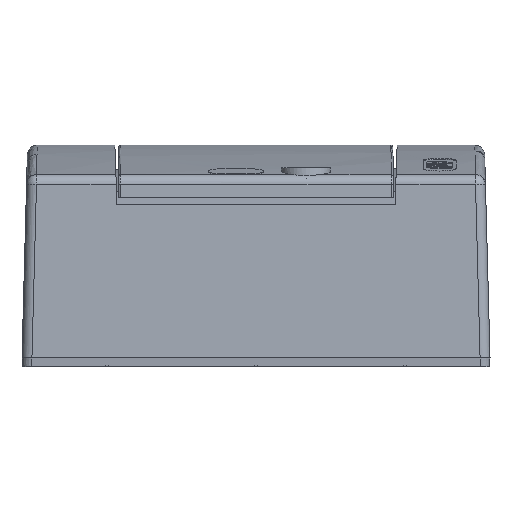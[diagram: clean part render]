
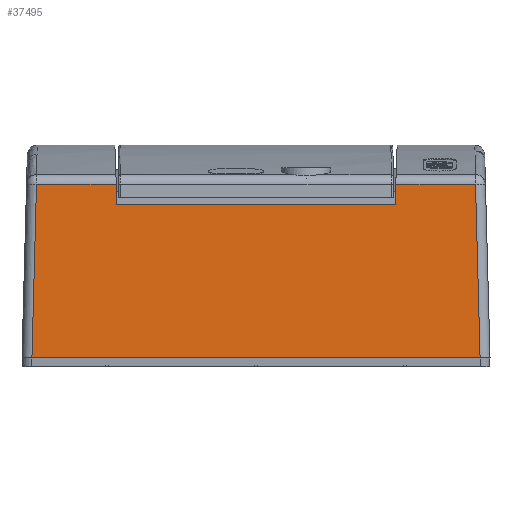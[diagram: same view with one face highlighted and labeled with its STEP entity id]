
A CAD part, left-side view. The second image highlights one B-rep face of the part: STEP entity #37495.
In plain terms, the highlighted face is planar.
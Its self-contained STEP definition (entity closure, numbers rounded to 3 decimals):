
#29272=CARTESIAN_POINT('',(195.612,47.437,
-87.393));
#29277=DIRECTION('',(0.026,0.035,0.999));
#29278=VECTOR('',#29277,10.401);
#29279=CARTESIAN_POINT('',(195.612,47.437,
-87.393));
#29280=LINE('',#29279,#29278);
#29597=DIRECTION('',(0.,1.,0.));
#29598=VECTOR('',#29597,140.);
#29599=CARTESIAN_POINT('',(195.884,47.8,-77.002));
#29600=LINE('',#29599,#29598);
#29604=DIRECTION('',(0.026,-0.026,0.999));
#29605=VECTOR('',#29604,87.453);
#29606=CARTESIAN_POINT('',(195.612,7.287,
-87.393));
#29607=LINE('',#29606,#29605);
#29611=DIRECTION('',(0.,1.,0.));
#29612=VECTOR('',#29611,225.603);
#29613=CARTESIAN_POINT('',(197.9,4.998,
0.));
#29614=LINE('',#29613,#29612);
#29618=DIRECTION('',(-0.026,-0.026,-0.999));
#29619=VECTOR('',#29618,87.453);
#29620=CARTESIAN_POINT('',(197.9,230.602,
0.));
#29621=LINE('',#29620,#29619);
#29632=DIRECTION('',(-0.026,0.035,-0.999));
#29633=VECTOR('',#29632,10.401);
#29634=CARTESIAN_POINT('',(195.884,187.8,-77.002));
#29635=LINE('',#29634,#29633);
#29731=DIRECTION('',(0.,1.,0.));
#29732=VECTOR('',#29731,40.15);
#29733=CARTESIAN_POINT('',(195.612,188.163,
-87.393));
#29734=LINE('',#29733,#29732);
#35714=DIRECTION('',(0.,1.,0.));
#35715=VECTOR('',#35714,40.15);
#35716=CARTESIAN_POINT('',(195.612,7.287,
-87.393));
#35717=LINE('',#35716,#35715);
#36048=VERTEX_POINT('',#29272);
#36049=CARTESIAN_POINT('',(195.884,47.8,-77.002));
#36050=VERTEX_POINT('',#36049);
#36126=CARTESIAN_POINT('',(195.884,187.8,-77.002));
#36127=VERTEX_POINT('',#36126);
#36128=CARTESIAN_POINT('',(195.612,188.163,
-87.393));
#36129=VERTEX_POINT('',#36128);
#36130=CARTESIAN_POINT('',(195.612,7.287,
-87.393));
#36131=VERTEX_POINT('',#36130);
#36132=CARTESIAN_POINT('',(197.9,4.998,
0.));
#36133=VERTEX_POINT('',#36132);
#36134=CARTESIAN_POINT('',(197.9,230.602,
0.));
#36135=VERTEX_POINT('',#36134);
#36136=CARTESIAN_POINT('',(195.612,228.313,
-87.393));
#36137=VERTEX_POINT('',#36136);
#37474=CARTESIAN_POINT('',(197.9,117.8,0.));
#37475=DIRECTION('',(-1.,0.,0.026));
#37476=DIRECTION('',(0.026,0.,1.));
#37477=AXIS2_PLACEMENT_3D('',#37474,#37475,#37476);
#37478=PLANE('',#37477);
#37480=ORIENTED_EDGE('',*,*,#37479,.F.);
#37481=ORIENTED_EDGE('',*,*,#37465,.F.);
#37482=ORIENTED_EDGE('',*,*,#37214,.F.);
#37484=ORIENTED_EDGE('',*,*,#37483,.F.);
#37486=ORIENTED_EDGE('',*,*,#37485,.T.);
#37488=ORIENTED_EDGE('',*,*,#37487,.T.);
#37490=ORIENTED_EDGE('',*,*,#37489,.T.);
#37492=ORIENTED_EDGE('',*,*,#37491,.F.);
#37493=EDGE_LOOP('',(#37480,#37481,#37482,#37484,#37486,#37488,#37490,#37492));
#37494=FACE_OUTER_BOUND('',#37493,.F.);
#37214=EDGE_CURVE('',#36048,#36050,#29280,.T.);
#37465=EDGE_CURVE('',#36050,#36127,#29600,.T.);
#37479=EDGE_CURVE('',#36127,#36129,#29635,.T.);
#37483=EDGE_CURVE('',#36131,#36048,#35717,.T.);
#37485=EDGE_CURVE('',#36131,#36133,#29607,.T.);
#37487=EDGE_CURVE('',#36133,#36135,#29614,.T.);
#37489=EDGE_CURVE('',#36135,#36137,#29621,.T.);
#37491=EDGE_CURVE('',#36129,#36137,#29734,.T.);
#37495=ADVANCED_FACE('',(#37494),#37478,.F.);
